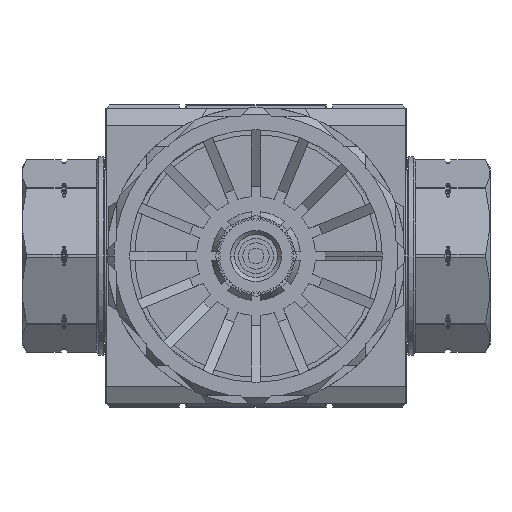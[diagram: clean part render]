
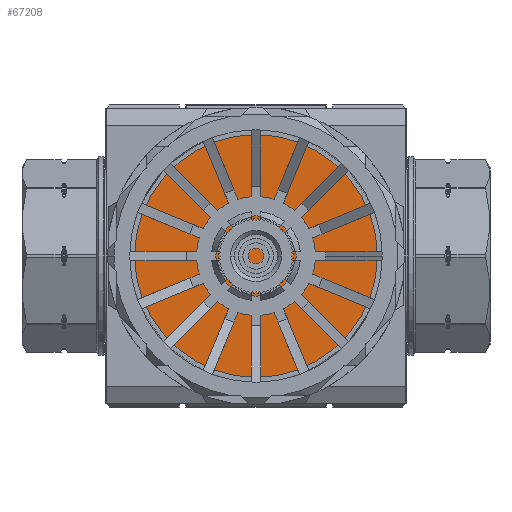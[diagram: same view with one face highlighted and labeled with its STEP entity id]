
A CAD part, front view. The second image highlights one B-rep face of the part: STEP entity #67208.
In plain terms, the highlighted planar face has unit normal (0, -1, 0).
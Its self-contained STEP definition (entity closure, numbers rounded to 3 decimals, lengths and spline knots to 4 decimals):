
#11220 = FACE_OUTER_BOUND ( 'NONE', #23171, .T. ) ;
#11528 = CARTESIAN_POINT ( 'NONE',  ( -0.9646, -4.3898, 0. ) ) ;
#13381 = AXIS2_PLACEMENT_3D ( 'NONE', #31563, #14670, #36599 ) ;
#14670 = DIRECTION ( 'NONE',  ( 0., -1., 0. ) ) ;
#15558 = DIRECTION ( 'NONE',  ( 0., 1., 0. ) ) ;
#23171 = EDGE_LOOP ( 'NONE', ( #37379, #46282 ) ) ;
#23790 = EDGE_CURVE ( 'NONE', #70244, #26938, #38635, .T. ) ;
#26938 = VERTEX_POINT ( 'NONE', #45515 ) ;
#28607 = AXIS2_PLACEMENT_3D ( 'NONE', #34105, #40215, #44585 ) ;
#29735 = CIRCLE ( 'NONE', #28607, 0.9646 ) ;
#31563 = CARTESIAN_POINT ( 'NONE',  ( 0., -4.3898, 0. ) ) ;
#34105 = CARTESIAN_POINT ( 'NONE',  ( 0., -4.3898, 0. ) ) ;
#36599 = DIRECTION ( 'NONE',  ( 1., 0., 0. ) ) ;
#37379 = ORIENTED_EDGE ( 'NONE', *, *, #51218, .T. ) ;
#37471 = DIRECTION ( 'NONE',  ( -1., 0., 0. ) ) ;
#38635 = CIRCLE ( 'NONE', #13381, 0.9646 ) ;
#40215 = DIRECTION ( 'NONE',  ( 0., -1., 0. ) ) ;
#42881 = PLANE ( 'NONE',  #52203 ) ;
#44585 = DIRECTION ( 'NONE',  ( 1., 0., 0. ) ) ;
#45515 = CARTESIAN_POINT ( 'NONE',  ( 0.9646, -4.3898, 0. ) ) ;
#46282 = ORIENTED_EDGE ( 'NONE', *, *, #23790, .T. ) ;
#51218 = EDGE_CURVE ( 'NONE', #26938, #70244, #29735, .T. ) ;
#52203 = AXIS2_PLACEMENT_3D ( 'NONE', #55115, #15558, #37471 ) ;
#55115 = CARTESIAN_POINT ( 'NONE',  ( 0., -4.3898, 0.9646 ) ) ;
#67208 = ADVANCED_FACE ( 'NONE', ( #11220 ), #42881, .F. ) ;
#70244 = VERTEX_POINT ( 'NONE', #11528 ) ;
